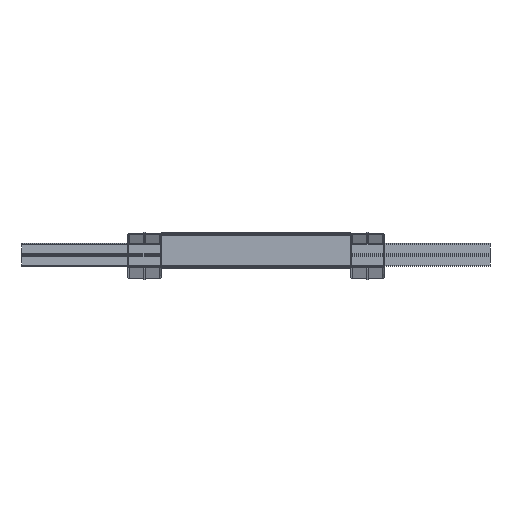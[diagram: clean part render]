
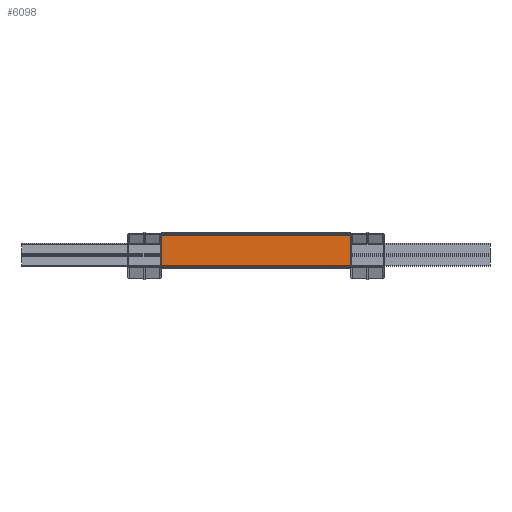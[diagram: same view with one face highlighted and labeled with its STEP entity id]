
A CAD part, left-side view. The second image highlights one B-rep face of the part: STEP entity #6098.
In plain terms, the highlighted planar face has unit normal (-1, 0, 0).
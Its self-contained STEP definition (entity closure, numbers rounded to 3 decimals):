
#237=PLANE('',#6541);
#416=FACE_OUTER_BOUND('',#761,.T.);
#761=EDGE_LOOP('',(#4130,#4131,#4132,#4133));
#1126=LINE('',#9162,#1743);
#1127=LINE('',#9166,#1744);
#1128=LINE('',#9168,#1745);
#1129=LINE('',#9169,#1746);
#1743=VECTOR('',#7233,10.);
#1744=VECTOR('',#7238,10.);
#1745=VECTOR('',#7239,10.);
#1746=VECTOR('',#7240,10.);
#2580=VERTEX_POINT('',#9159);
#2581=VERTEX_POINT('',#9161);
#2582=VERTEX_POINT('',#9165);
#2583=VERTEX_POINT('',#9167);
#3189=EDGE_CURVE('',#2580,#2581,#1126,.T.);
#3191=EDGE_CURVE('',#2582,#2580,#1127,.T.);
#3192=EDGE_CURVE('',#2582,#2583,#1128,.T.);
#3193=EDGE_CURVE('',#2583,#2581,#1129,.T.);
#4130=ORIENTED_EDGE('',*,*,#3191,.F.);
#4131=ORIENTED_EDGE('',*,*,#3192,.T.);
#4132=ORIENTED_EDGE('',*,*,#3193,.T.);
#4133=ORIENTED_EDGE('',*,*,#3189,.F.);
#6098=ADVANCED_FACE('',(#416),#237,.F.);
#6541=AXIS2_PLACEMENT_3D('',#9164,#7236,#7237);
#7233=DIRECTION('',(0.,1.,0.));
#7236=DIRECTION('center_axis',(1.,0.,0.));
#7237=DIRECTION('ref_axis',(0.,0.,-1.));
#7238=DIRECTION('',(0.,0.,-1.));
#7239=DIRECTION('',(0.,1.,0.));
#7240=DIRECTION('',(0.,0.,-1.));
#9159=CARTESIAN_POINT('',(-38.1,0.,16.175));
#9161=CARTESIAN_POINT('',(-38.1,431.8,16.175));
#9162=CARTESIAN_POINT('',(-38.1,0.,16.175));
#9164=CARTESIAN_POINT('Origin',(-38.1,0.,86.375));
#9165=CARTESIAN_POINT('',(-38.1,0.,86.375));
#9166=CARTESIAN_POINT('',(-38.1,0.,86.375));
#9167=CARTESIAN_POINT('',(-38.1,431.8,86.375));
#9168=CARTESIAN_POINT('',(-38.1,0.,86.375));
#9169=CARTESIAN_POINT('',(-38.1,431.8,86.375));
